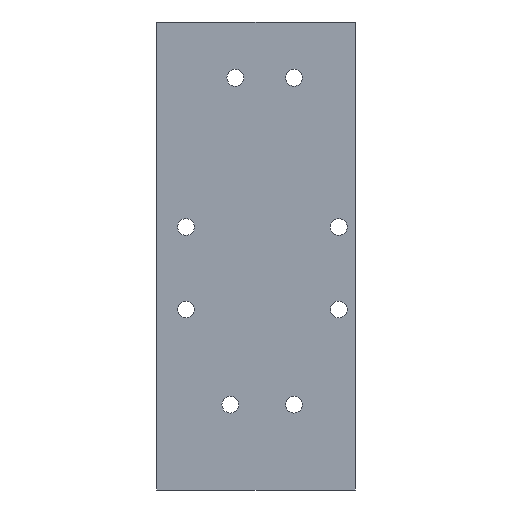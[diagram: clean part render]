
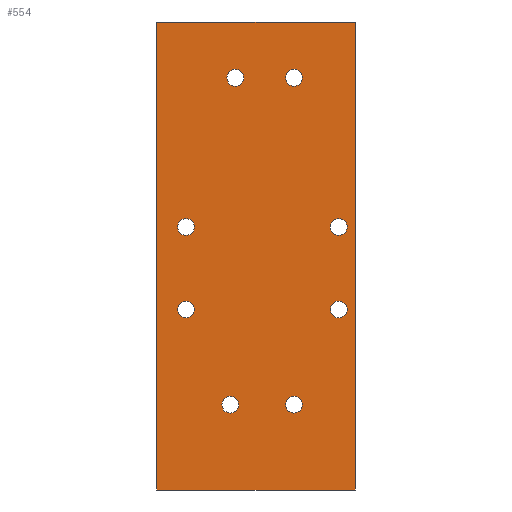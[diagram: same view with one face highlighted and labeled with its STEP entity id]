
A CAD part, front view. The second image highlights one B-rep face of the part: STEP entity #554.
In plain terms, the highlighted planar face has unit normal (0, -1, 0).
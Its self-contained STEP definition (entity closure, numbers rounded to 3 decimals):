
#27=FACE_BOUND('',#113,.T.);
#28=FACE_BOUND('',#114,.T.);
#29=FACE_BOUND('',#115,.T.);
#30=FACE_BOUND('',#116,.T.);
#31=FACE_BOUND('',#117,.T.);
#32=FACE_BOUND('',#118,.T.);
#33=FACE_BOUND('',#119,.T.);
#34=FACE_BOUND('',#120,.T.);
#48=PLANE('',#640);
#74=FACE_OUTER_BOUND('',#112,.T.);
#112=EDGE_LOOP('',(#505,#506,#507,#508));
#113=EDGE_LOOP('',(#509));
#114=EDGE_LOOP('',(#510));
#115=EDGE_LOOP('',(#511));
#116=EDGE_LOOP('',(#512));
#117=EDGE_LOOP('',(#513));
#118=EDGE_LOOP('',(#514));
#119=EDGE_LOOP('',(#515));
#120=EDGE_LOOP('',(#516));
#150=LINE('',#957,#186);
#153=LINE('',#962,#189);
#154=LINE('',#965,#190);
#156=LINE('',#968,#192);
#186=VECTOR('',#796,10.);
#189=VECTOR('',#801,10.);
#190=VECTOR('',#804,10.);
#192=VECTOR('',#808,10.);
#211=CIRCLE('',#602,1.65);
#214=CIRCLE('',#606,1.65);
#217=CIRCLE('',#610,1.65);
#220=CIRCLE('',#614,1.65);
#223=CIRCLE('',#618,1.65);
#226=CIRCLE('',#622,1.65);
#229=CIRCLE('',#626,1.65);
#232=CIRCLE('',#630,1.65);
#251=VERTEX_POINT('',#861);
#254=VERTEX_POINT('',#869);
#257=VERTEX_POINT('',#877);
#260=VERTEX_POINT('',#885);
#263=VERTEX_POINT('',#893);
#266=VERTEX_POINT('',#901);
#269=VERTEX_POINT('',#909);
#272=VERTEX_POINT('',#917);
#285=VERTEX_POINT('',#954);
#286=VERTEX_POINT('',#956);
#287=VERTEX_POINT('',#960);
#288=VERTEX_POINT('',#964);
#312=EDGE_CURVE('',#251,#251,#211,.T.);
#316=EDGE_CURVE('',#254,#254,#214,.T.);
#320=EDGE_CURVE('',#257,#257,#217,.T.);
#324=EDGE_CURVE('',#260,#260,#220,.T.);
#328=EDGE_CURVE('',#263,#263,#223,.T.);
#332=EDGE_CURVE('',#266,#266,#226,.T.);
#336=EDGE_CURVE('',#269,#269,#229,.T.);
#340=EDGE_CURVE('',#272,#272,#232,.T.);
#358=EDGE_CURVE('',#286,#285,#150,.T.);
#361=EDGE_CURVE('',#285,#287,#153,.T.);
#362=EDGE_CURVE('',#288,#286,#154,.T.);
#364=EDGE_CURVE('',#287,#288,#156,.T.);
#505=ORIENTED_EDGE('',*,*,#364,.T.);
#506=ORIENTED_EDGE('',*,*,#362,.T.);
#507=ORIENTED_EDGE('',*,*,#358,.T.);
#508=ORIENTED_EDGE('',*,*,#361,.T.);
#509=ORIENTED_EDGE('',*,*,#312,.T.);
#510=ORIENTED_EDGE('',*,*,#316,.T.);
#511=ORIENTED_EDGE('',*,*,#320,.T.);
#512=ORIENTED_EDGE('',*,*,#324,.T.);
#513=ORIENTED_EDGE('',*,*,#328,.T.);
#514=ORIENTED_EDGE('',*,*,#332,.T.);
#515=ORIENTED_EDGE('',*,*,#336,.T.);
#516=ORIENTED_EDGE('',*,*,#340,.T.);
#554=ADVANCED_FACE('',(#74,#27,#28,#29,#30,#31,#32,#33,#34),#48,.T.);
#602=AXIS2_PLACEMENT_3D('',#863,#702,#703);
#606=AXIS2_PLACEMENT_3D('',#871,#711,#712);
#610=AXIS2_PLACEMENT_3D('',#879,#720,#721);
#614=AXIS2_PLACEMENT_3D('',#887,#729,#730);
#618=AXIS2_PLACEMENT_3D('',#895,#738,#739);
#622=AXIS2_PLACEMENT_3D('',#903,#747,#748);
#626=AXIS2_PLACEMENT_3D('',#911,#756,#757);
#630=AXIS2_PLACEMENT_3D('',#919,#765,#766);
#640=AXIS2_PLACEMENT_3D('',#969,#809,#810);
#702=DIRECTION('center_axis',(0.,1.,0.));
#703=DIRECTION('ref_axis',(1.,0.,0.));
#711=DIRECTION('center_axis',(0.,1.,0.));
#712=DIRECTION('ref_axis',(1.,0.,0.));
#720=DIRECTION('center_axis',(0.,1.,0.));
#721=DIRECTION('ref_axis',(1.,0.,0.));
#729=DIRECTION('center_axis',(0.,1.,0.));
#730=DIRECTION('ref_axis',(1.,0.,0.));
#738=DIRECTION('center_axis',(0.,1.,0.));
#739=DIRECTION('ref_axis',(1.,0.,0.));
#747=DIRECTION('center_axis',(0.,1.,0.));
#748=DIRECTION('ref_axis',(1.,0.,0.));
#756=DIRECTION('center_axis',(0.,1.,0.));
#757=DIRECTION('ref_axis',(1.,0.,0.));
#765=DIRECTION('center_axis',(0.,1.,0.));
#766=DIRECTION('ref_axis',(1.,0.,0.));
#796=DIRECTION('',(0.,0.,1.));
#801=DIRECTION('',(-1.,0.,0.));
#804=DIRECTION('',(1.,0.,0.));
#808=DIRECTION('',(0.,0.,-1.));
#809=DIRECTION('center_axis',(0.,-1.,0.));
#810=DIRECTION('ref_axis',(0.,0.,-1.));
#861=CARTESIAN_POINT('',(-6.7,-8.,-26.805));
#863=CARTESIAN_POINT('Origin',(-5.05,-8.,-26.805));
#869=CARTESIAN_POINT('',(14.6,-8.,-8.105));
#871=CARTESIAN_POINT('Origin',(16.25,-8.,-8.105));
#877=CARTESIAN_POINT('',(-15.4,-8.,8.105));
#879=CARTESIAN_POINT('Origin',(-13.75,-8.,8.105));
#885=CARTESIAN_POINT('',(-5.7,-8.,37.405));
#887=CARTESIAN_POINT('Origin',(-4.05,-8.,37.405));
#893=CARTESIAN_POINT('',(5.8,-8.,37.405));
#895=CARTESIAN_POINT('Origin',(7.45,-8.,37.405));
#901=CARTESIAN_POINT('',(14.6,-8.,8.105));
#903=CARTESIAN_POINT('Origin',(16.25,-8.,8.105));
#909=CARTESIAN_POINT('',(5.8,-8.,-26.805));
#911=CARTESIAN_POINT('Origin',(7.45,-8.,-26.805));
#917=CARTESIAN_POINT('',(-15.4,-8.,-8.105));
#919=CARTESIAN_POINT('Origin',(-13.75,-8.,-8.105));
#954=CARTESIAN_POINT('',(19.5,-8.,48.355));
#956=CARTESIAN_POINT('',(19.5,-8.,-43.555));
#957=CARTESIAN_POINT('',(19.5,-8.,-43.555));
#960=CARTESIAN_POINT('',(-19.5,-8.,48.355));
#962=CARTESIAN_POINT('',(19.5,-8.,48.355));
#964=CARTESIAN_POINT('',(-19.5,-8.,-43.555));
#965=CARTESIAN_POINT('',(-19.5,-8.,-43.555));
#968=CARTESIAN_POINT('',(-19.5,-8.,48.355));
#969=CARTESIAN_POINT('Origin',(0.,-8.,2.4));
